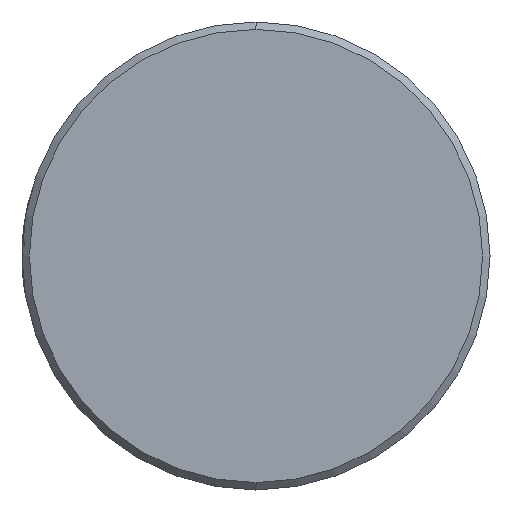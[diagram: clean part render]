
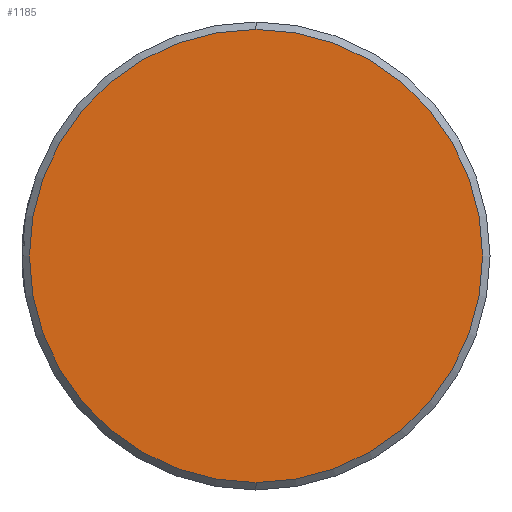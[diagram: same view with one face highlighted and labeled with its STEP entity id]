
A CAD part, left-side view. The second image highlights one B-rep face of the part: STEP entity #1185.
In plain terms, the highlighted planar face has unit normal (-1, 0, 0).
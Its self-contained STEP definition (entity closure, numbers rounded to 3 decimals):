
#42 = CARTESIAN_POINT ( 'NONE',  ( -5., 0., -9.2 ) ) ;
#91 = EDGE_CURVE ( 'NONE', #1319, #1200, #190, .T. ) ;
#129 = ORIENTED_EDGE ( 'NONE', *, *, #1122, .T. ) ;
#190 = CIRCLE ( 'NONE', #790, 9.2 ) ;
#295 = DIRECTION ( 'NONE',  ( -1., 0., 0. ) ) ;
#412 = CIRCLE ( 'NONE', #425, 9.2 ) ;
#425 = AXIS2_PLACEMENT_3D ( 'NONE', #897, #295, #1008 ) ;
#457 = CARTESIAN_POINT ( 'NONE',  ( -5., 0., 9.2 ) ) ;
#506 = DIRECTION ( 'NONE',  ( -1., 0., 0. ) ) ;
#536 = DIRECTION ( 'NONE',  ( 0., 0., 1. ) ) ;
#539 = DIRECTION ( 'NONE',  ( -1., 0., 0. ) ) ;
#545 = CARTESIAN_POINT ( 'NONE',  ( -5., 0., 0. ) ) ;
#724 = FACE_OUTER_BOUND ( 'NONE', #1215, .T. ) ;
#732 = ORIENTED_EDGE ( 'NONE', *, *, #91, .T. ) ;
#790 = AXIS2_PLACEMENT_3D ( 'NONE', #545, #539, #536 ) ;
#893 = AXIS2_PLACEMENT_3D ( 'NONE', #1205, #506, #1207 ) ;
#897 = CARTESIAN_POINT ( 'NONE',  ( -5., 0., 0. ) ) ;
#1008 = DIRECTION ( 'NONE',  ( 0., 0., 1. ) ) ;
#1121 = PLANE ( 'NONE',  #893 ) ;
#1122 = EDGE_CURVE ( 'NONE', #1200, #1319, #412, .T. ) ;
#1185 = ADVANCED_FACE ( 'NONE', ( #724 ), #1121, .T. ) ;
#1200 = VERTEX_POINT ( 'NONE', #457 ) ;
#1205 = CARTESIAN_POINT ( 'NONE',  ( -5., 0., 0. ) ) ;
#1207 = DIRECTION ( 'NONE',  ( 0., 0., 1. ) ) ;
#1215 = EDGE_LOOP ( 'NONE', ( #732, #129 ) ) ;
#1319 = VERTEX_POINT ( 'NONE', #42 ) ;
